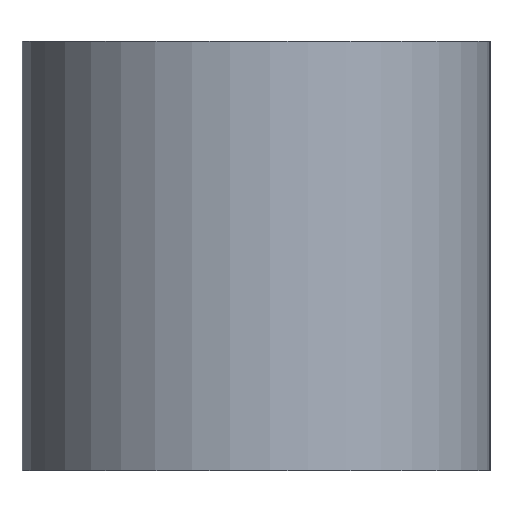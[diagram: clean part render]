
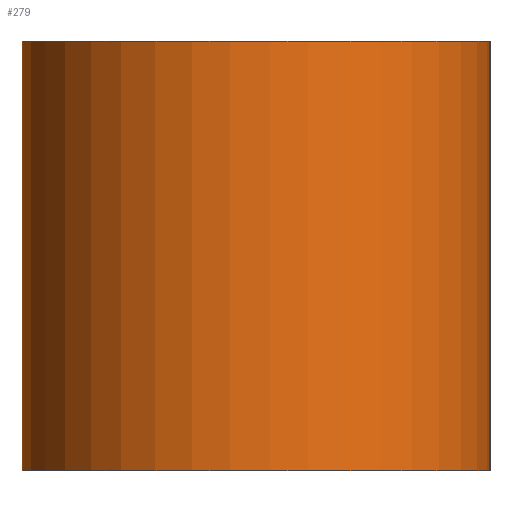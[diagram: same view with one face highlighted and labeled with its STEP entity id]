
A CAD part, left-side view. The second image highlights one B-rep face of the part: STEP entity #279.
In plain terms, the highlighted cylindrical face has radius 6 mm (diameter 12 mm), a partial arc.
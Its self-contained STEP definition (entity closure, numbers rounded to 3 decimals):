
#47=FACE_OUTER_BOUND('',#65,.T.);
#65=EDGE_LOOP('',(#242,#243,#244,#245));
#76=LINE('',#476,#92);
#86=LINE('',#554,#102);
#92=VECTOR('',#358,10.);
#102=VECTOR('',#402,10.);
#112=CIRCLE('',#318,6.);
#119=CIRCLE('',#331,6.);
#129=VERTEX_POINT('',#469);
#132=VERTEX_POINT('',#474);
#135=VERTEX_POINT('',#485);
#145=VERTEX_POINT('',#553);
#159=EDGE_CURVE('',#132,#129,#76,.T.);
#165=EDGE_CURVE('',#135,#132,#112,.T.);
#181=EDGE_CURVE('',#135,#145,#86,.T.);
#182=EDGE_CURVE('',#129,#145,#119,.T.);
#242=ORIENTED_EDGE('',*,*,#159,.F.);
#243=ORIENTED_EDGE('',*,*,#165,.F.);
#244=ORIENTED_EDGE('',*,*,#181,.T.);
#245=ORIENTED_EDGE('',*,*,#182,.F.);
#268=CYLINDRICAL_SURFACE('',#330,6.);
#279=ADVANCED_FACE('',(#47),#268,.T.);
#318=AXIS2_PLACEMENT_3D('',#487,#370,#371);
#330=AXIS2_PLACEMENT_3D('',#552,#400,#401);
#331=AXIS2_PLACEMENT_3D('',#555,#403,#404);
#358=DIRECTION('',(0.,0.,1.));
#370=DIRECTION('center_axis',(0.,0.,-1.));
#371=DIRECTION('ref_axis',(-1.,0.,0.));
#400=DIRECTION('center_axis',(0.,0.,1.));
#401=DIRECTION('ref_axis',(0.,1.,0.));
#402=DIRECTION('',(0.,0.,1.));
#403=DIRECTION('center_axis',(0.,0.,1.));
#404=DIRECTION('ref_axis',(-1.,0.,0.));
#469=CARTESIAN_POINT('',(-9.031,4.5,11.));
#474=CARTESIAN_POINT('',(-9.031,4.5,0.));
#476=CARTESIAN_POINT('',(-9.031,4.5,0.));
#485=CARTESIAN_POINT('',(-13.,-6.,0.));
#487=CARTESIAN_POINT('Origin',(-13.,0.,0.));
#552=CARTESIAN_POINT('Origin',(-13.,0.,0.));
#553=CARTESIAN_POINT('',(-13.,-6.,11.));
#554=CARTESIAN_POINT('',(-13.,-6.,0.));
#555=CARTESIAN_POINT('Origin',(-13.,0.,11.));
